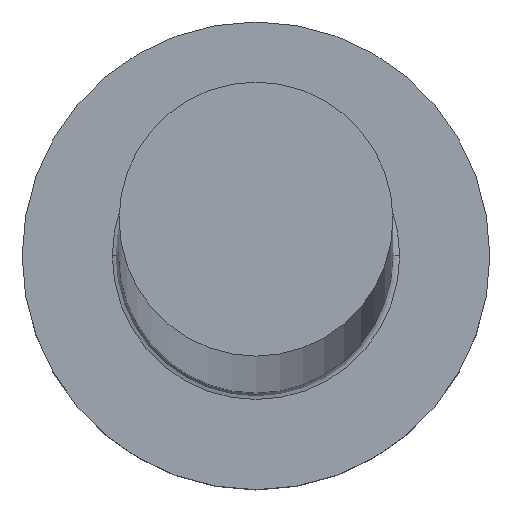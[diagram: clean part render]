
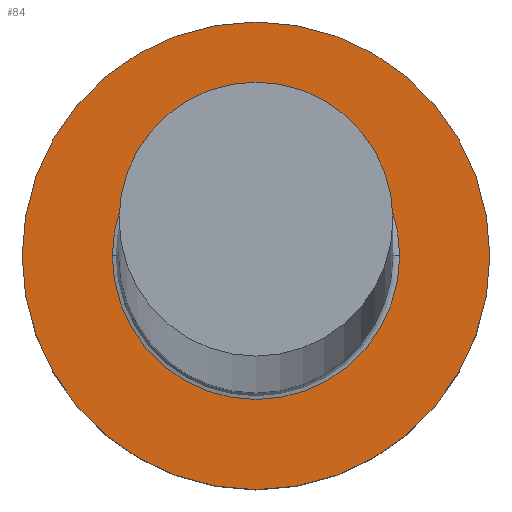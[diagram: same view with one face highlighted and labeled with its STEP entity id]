
A CAD part, top view. The second image highlights one B-rep face of the part: STEP entity #84.
In plain terms, the highlighted planar face has unit normal (0, 0, 1).
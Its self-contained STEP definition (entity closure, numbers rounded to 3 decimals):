
#8 = ORIENTED_EDGE ( 'NONE', *, *, #29, .T. ) ;
#13 = DIRECTION ( 'NONE',  ( 1., 0., 0. ) ) ;
#16 = VERTEX_POINT ( 'NONE', #128 ) ;
#29 = EDGE_CURVE ( 'NONE', #290, #248, #123, .T. ) ;
#30 = DIRECTION ( 'NONE',  ( 0., 0., 1. ) ) ;
#39 = EDGE_LOOP ( 'NONE', ( #8, #189 ) ) ;
#49 = EDGE_CURVE ( 'NONE', #16, #264, #254, .T. ) ;
#56 = DIRECTION ( 'NONE',  ( 1., 0., 0. ) ) ;
#76 = FACE_OUTER_BOUND ( 'NONE', #39, .T. ) ;
#80 = AXIS2_PLACEMENT_3D ( 'NONE', #163, #89, #13 ) ;
#81 = CARTESIAN_POINT ( 'NONE',  ( 0., 0., 5. ) ) ;
#84 = ADVANCED_FACE ( 'NONE', ( #176, #76 ), #101, .T. ) ;
#85 = CARTESIAN_POINT ( 'NONE',  ( 4.3, 0., 5. ) ) ;
#89 = DIRECTION ( 'NONE',  ( 0., 0., 1. ) ) ;
#101 = PLANE ( 'NONE',  #295 ) ;
#102 = DIRECTION ( 'NONE',  ( 1., 0., 0. ) ) ;
#105 = CIRCLE ( 'NONE', #80, 7. ) ;
#123 = CIRCLE ( 'NONE', #216, 7. ) ;
#128 = CARTESIAN_POINT ( 'NONE',  ( -4.3, 0., 5. ) ) ;
#137 = DIRECTION ( 'NONE',  ( 0., 0., -1. ) ) ;
#152 = CARTESIAN_POINT ( 'NONE',  ( 0., 0., 5. ) ) ;
#163 = CARTESIAN_POINT ( 'NONE',  ( 0., 0., 5. ) ) ;
#176 = FACE_BOUND ( 'NONE', #296, .T. ) ;
#188 = DIRECTION ( 'NONE',  ( 1., 0., 0. ) ) ;
#189 = ORIENTED_EDGE ( 'NONE', *, *, #199, .T. ) ;
#190 = CIRCLE ( 'NONE', #306, 4.3 ) ;
#199 = EDGE_CURVE ( 'NONE', #248, #290, #105, .T. ) ;
#204 = CARTESIAN_POINT ( 'NONE',  ( 0., 0., 5. ) ) ;
#216 = AXIS2_PLACEMENT_3D ( 'NONE', #204, #292, #220 ) ;
#220 = DIRECTION ( 'NONE',  ( 1., 0., 0. ) ) ;
#222 = DIRECTION ( 'NONE',  ( 0., 0., -1. ) ) ;
#224 = ORIENTED_EDGE ( 'NONE', *, *, #232, .T. ) ;
#228 = CARTESIAN_POINT ( 'NONE',  ( 0., 0., 5. ) ) ;
#232 = EDGE_CURVE ( 'NONE', #264, #16, #190, .T. ) ;
#248 = VERTEX_POINT ( 'NONE', #280 ) ;
#254 = CIRCLE ( 'NONE', #299, 4.3 ) ;
#264 = VERTEX_POINT ( 'NONE', #85 ) ;
#269 = ORIENTED_EDGE ( 'NONE', *, *, #49, .T. ) ;
#280 = CARTESIAN_POINT ( 'NONE',  ( 7., 0., 5. ) ) ;
#290 = VERTEX_POINT ( 'NONE', #302 ) ;
#292 = DIRECTION ( 'NONE',  ( 0., 0., 1. ) ) ;
#295 = AXIS2_PLACEMENT_3D ( 'NONE', #81, #30, #56 ) ;
#296 = EDGE_LOOP ( 'NONE', ( #224, #269 ) ) ;
#299 = AXIS2_PLACEMENT_3D ( 'NONE', #152, #222, #102 ) ;
#302 = CARTESIAN_POINT ( 'NONE',  ( -7., 0., 5. ) ) ;
#306 = AXIS2_PLACEMENT_3D ( 'NONE', #228, #137, #188 ) ;
